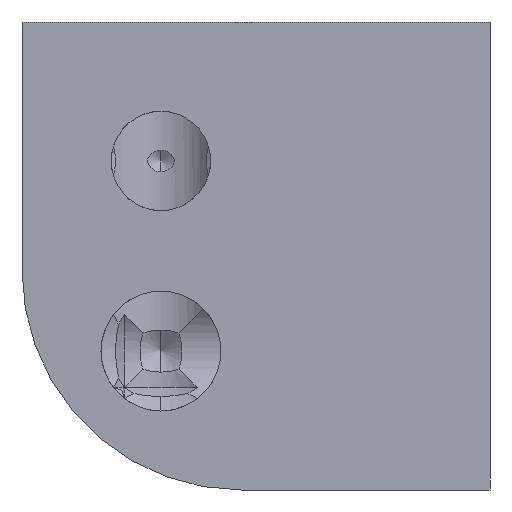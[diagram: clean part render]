
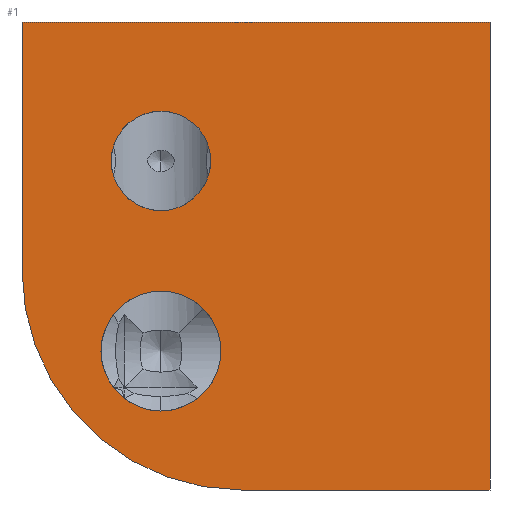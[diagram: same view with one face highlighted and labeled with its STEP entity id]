
A CAD part, front view. The second image highlights one B-rep face of the part: STEP entity #1.
In plain terms, the highlighted planar face has unit normal (0, -1, 0).
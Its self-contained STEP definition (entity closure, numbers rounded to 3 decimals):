
#1 = ADVANCED_FACE ( 'NONE', ( #3, #2342, #5 ), #2339, .T. ) ;
#3 = FACE_BOUND ( 'NONE', #2515, .T. ) ;
#4 = EDGE_LOOP ( 'NONE', ( #115, #2527, #2497, #2525, #2496 ) ) ;
#5 = FACE_OUTER_BOUND ( 'NONE', #4, .T. ) ;
#32 = VERTEX_POINT ( 'NONE', #407 ) ;
#34 = VERTEX_POINT ( 'NONE', #421 ) ;
#38 = EDGE_CURVE ( 'NONE', #32, #34, #457, .T. ) ;
#44 = EDGE_CURVE ( 'NONE', #2366, #32, #456, .T. ) ;
#115 = ORIENTED_EDGE ( 'NONE', *, *, #624, .F. ) ;
#126 = EDGE_CURVE ( 'NONE', #353, #2366, #554, .T. ) ;
#207 = EDGE_CURVE ( 'NONE', #318, #315, #976, .T. ) ;
#315 = VERTEX_POINT ( 'NONE', #1233 ) ;
#318 = VERTEX_POINT ( 'NONE', #1260 ) ;
#353 = VERTEX_POINT ( 'NONE', #1339 ) ;
#407 = CARTESIAN_POINT ( 'NONE',  ( 32., 0., -32. ) ) ;
#421 = CARTESIAN_POINT ( 'NONE',  ( 15., 0., -32. ) ) ;
#447 = DIRECTION ( 'NONE',  ( 0., 0., -1. ) ) ;
#448 = VECTOR ( 'NONE', #447, 1000. ) ;
#452 = DIRECTION ( 'NONE',  ( -1., 0., 0. ) ) ;
#453 = VECTOR ( 'NONE', #452, 1000. ) ;
#454 = CARTESIAN_POINT ( 'NONE',  ( 0., 0., -32. ) ) ;
#455 = CARTESIAN_POINT ( 'NONE',  ( 32., 0., 0. ) ) ;
#456 = LINE ( 'NONE', #455, #448 ) ;
#457 = LINE ( 'NONE', #454, #453 ) ;
#552 = VECTOR ( 'NONE', #603, 1000. ) ;
#553 = CARTESIAN_POINT ( 'NONE',  ( 0., 0., 0. ) ) ;
#554 = LINE ( 'NONE', #553, #552 ) ;
#603 = DIRECTION ( 'NONE',  ( 1., 0., 0. ) ) ;
#610 = VERTEX_POINT ( 'NONE', #1389 ) ;
#624 = EDGE_CURVE ( 'NONE', #610, #353, #2480, .T. ) ;
#973 = AXIS2_PLACEMENT_3D ( 'NONE', #1006, #1005, #1004 ) ;
#976 = CIRCLE ( 'NONE', #973, 3.4 ) ;
#1004 = DIRECTION ( 'NONE',  ( 0., 0., -1. ) ) ;
#1005 = DIRECTION ( 'NONE',  ( 0., -1., 0. ) ) ;
#1006 = CARTESIAN_POINT ( 'NONE',  ( 9.5, 0., -9.5 ) ) ;
#1233 = CARTESIAN_POINT ( 'NONE',  ( 9.5, 0., -12.9 ) ) ;
#1260 = CARTESIAN_POINT ( 'NONE',  ( 9.5, 0., -6.1 ) ) ;
#1339 = CARTESIAN_POINT ( 'NONE',  ( 0., 0., 0. ) ) ;
#1389 = CARTESIAN_POINT ( 'NONE',  ( 0., 0., -17. ) ) ;
#1826 = CARTESIAN_POINT ( 'NONE',  ( 9.5, 0., -26.6 ) ) ;
#1848 = AXIS2_PLACEMENT_3D ( 'NONE', #1861, #1906, #1905 ) ;
#1853 = CIRCLE ( 'NONE', #1848, 4.1 ) ;
#1859 = CARTESIAN_POINT ( 'NONE',  ( 32., 0., 0. ) ) ;
#1861 = CARTESIAN_POINT ( 'NONE',  ( 9.5, 0., -22.5 ) ) ;
#1891 = CARTESIAN_POINT ( 'NONE',  ( 9.5, 0., -18.4 ) ) ;
#1905 = DIRECTION ( 'NONE',  ( 0., 0., -1. ) ) ;
#1906 = DIRECTION ( 'NONE',  ( 0., -1., 0. ) ) ;
#2092 = CIRCLE ( 'NONE', #2141, 4.1 ) ;
#2135 = CIRCLE ( 'NONE', #2178, 15. ) ;
#2138 = DIRECTION ( 'NONE',  ( 0., 0., -1. ) ) ;
#2139 = DIRECTION ( 'NONE',  ( 0., -1., 0. ) ) ;
#2140 = CARTESIAN_POINT ( 'NONE',  ( 9.5, 0., -22.5 ) ) ;
#2141 = AXIS2_PLACEMENT_3D ( 'NONE', #2140, #2139, #2138 ) ;
#2165 = DIRECTION ( 'NONE',  ( 0., 0., -1. ) ) ;
#2166 = AXIS2_PLACEMENT_3D ( 'NONE', #2173, #2171, #2165 ) ;
#2171 = DIRECTION ( 'NONE',  ( 0., -1., 0. ) ) ;
#2172 = CIRCLE ( 'NONE', #2166, 3.4 ) ;
#2173 = CARTESIAN_POINT ( 'NONE',  ( 9.5, 0., -9.5 ) ) ;
#2175 = DIRECTION ( 'NONE',  ( 0., 0., -1. ) ) ;
#2176 = DIRECTION ( 'NONE',  ( 0., -1., 0. ) ) ;
#2177 = CARTESIAN_POINT ( 'NONE',  ( 15., 0., -17. ) ) ;
#2178 = AXIS2_PLACEMENT_3D ( 'NONE', #2177, #2176, #2175 ) ;
#2335 = DIRECTION ( 'NONE',  ( 0., -1., 0. ) ) ;
#2336 = CARTESIAN_POINT ( 'NONE',  ( 0., 0., -32. ) ) ;
#2337 = AXIS2_PLACEMENT_3D ( 'NONE', #2336, #2335, #2338 ) ;
#2338 = DIRECTION ( 'NONE',  ( 0., 0., -1. ) ) ;
#2339 = PLANE ( 'NONE',  #2337 ) ;
#2342 = FACE_BOUND ( 'NONE', #2514, .T. ) ;
#2366 = VERTEX_POINT ( 'NONE', #1859 ) ;
#2370 = VERTEX_POINT ( 'NONE', #1826 ) ;
#2373 = EDGE_CURVE ( 'NONE', #2382, #2370, #1853, .T. ) ;
#2382 = VERTEX_POINT ( 'NONE', #1891 ) ;
#2479 = DIRECTION ( 'NONE',  ( 0., 0., 1. ) ) ;
#2480 = LINE ( 'NONE', #2481, #2482 ) ;
#2481 = CARTESIAN_POINT ( 'NONE',  ( 0., 0., 0. ) ) ;
#2482 = VECTOR ( 'NONE', #2479, 1000. ) ;
#2496 = ORIENTED_EDGE ( 'NONE', *, *, #126, .F. ) ;
#2497 = ORIENTED_EDGE ( 'NONE', *, *, #38, .F. ) ;
#2498 = ORIENTED_EDGE ( 'NONE', *, *, #2373, .F. ) ;
#2509 = ORIENTED_EDGE ( 'NONE', *, *, #2532, .F. ) ;
#2510 = ORIENTED_EDGE ( 'NONE', *, *, #207, .F. ) ;
#2514 = EDGE_LOOP ( 'NONE', ( #2519, #2498 ) ) ;
#2515 = EDGE_LOOP ( 'NONE', ( #2509, #2510 ) ) ;
#2519 = ORIENTED_EDGE ( 'NONE', *, *, #2520, .F. ) ;
#2520 = EDGE_CURVE ( 'NONE', #2370, #2382, #2092, .T. ) ;
#2525 = ORIENTED_EDGE ( 'NONE', *, *, #44, .F. ) ;
#2526 = EDGE_CURVE ( 'NONE', #610, #34, #2135, .T. ) ;
#2527 = ORIENTED_EDGE ( 'NONE', *, *, #2526, .T. ) ;
#2532 = EDGE_CURVE ( 'NONE', #315, #318, #2172, .T. ) ;
